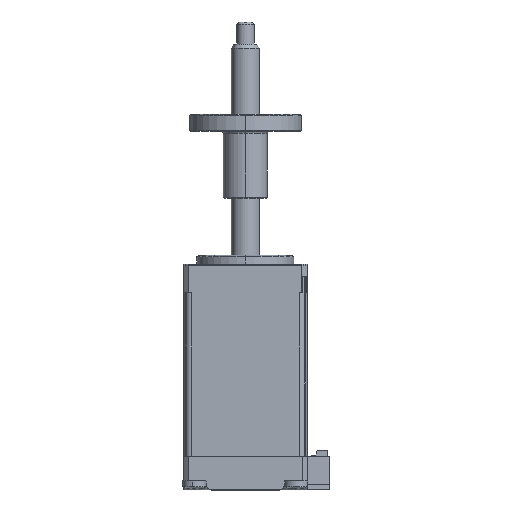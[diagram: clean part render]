
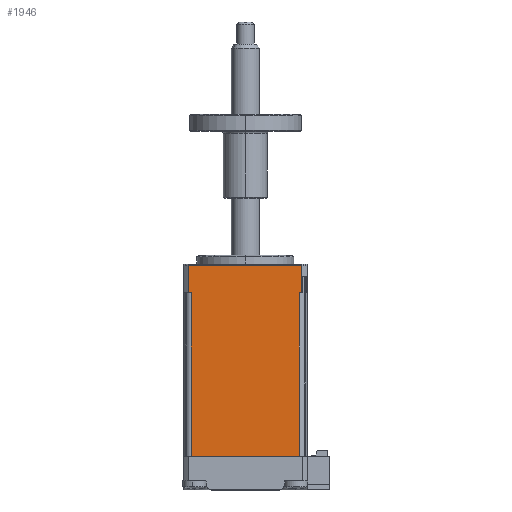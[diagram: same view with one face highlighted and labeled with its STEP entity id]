
A CAD part, top view. The second image highlights one B-rep face of the part: STEP entity #1946.
In plain terms, the highlighted planar face has unit normal (0, 0, 1).
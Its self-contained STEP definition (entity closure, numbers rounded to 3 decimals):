
#10 = ORIENTED_EDGE ( 'NONE', *, *, #7210, .T. ) ;
#507 = LINE ( 'NONE', #8136, #9809 ) ;
#545 = DIRECTION ( 'NONE',  ( 0., 1., 0. ) ) ;
#742 = CARTESIAN_POINT ( 'NONE',  ( -10.959, 17.576, 47.6 ) ) ;
#869 = EDGE_CURVE ( 'NONE', #9426, #2325, #11117, .T. ) ;
#1720 = EDGE_CURVE ( 'NONE', #11191, #7238, #9279, .T. ) ;
#1826 = EDGE_CURVE ( 'NONE', #2325, #10217, #3378, .T. ) ;
#1890 = ORIENTED_EDGE ( 'NONE', *, *, #869, .F. ) ;
#1929 = CARTESIAN_POINT ( 'NONE',  ( -11.609, 17.576, 47.6 ) ) ;
#1946 = ADVANCED_FACE ( 'NONE', ( #9418 ), #5065, .F. ) ;
#2036 = DIRECTION ( 'NONE',  ( 0., 1., 0. ) ) ;
#2126 = VECTOR ( 'NONE', #7536, 1000. ) ;
#2325 = VERTEX_POINT ( 'NONE', #10914 ) ;
#2795 = LINE ( 'NONE', #7441, #7586 ) ;
#2797 = LINE ( 'NONE', #4156, #4929 ) ;
#2852 = DIRECTION ( 'NONE',  ( -1., 0., 0. ) ) ;
#2899 = ORIENTED_EDGE ( 'NONE', *, *, #3845, .T. ) ;
#3378 = LINE ( 'NONE', #10186, #3649 ) ;
#3649 = VECTOR ( 'NONE', #4825, 1000. ) ;
#3845 = EDGE_CURVE ( 'NONE', #11191, #3888, #2795, .T. ) ;
#3888 = VERTEX_POINT ( 'NONE', #4782 ) ;
#3950 = ORIENTED_EDGE ( 'NONE', *, *, #7891, .F. ) ;
#4143 = DIRECTION ( 'NONE',  ( 0., 1., 0. ) ) ;
#4156 = CARTESIAN_POINT ( 'NONE',  ( -11.609, 16.476, 47.6 ) ) ;
#4228 = ORIENTED_EDGE ( 'NONE', *, *, #1720, .F. ) ;
#4384 = ORIENTED_EDGE ( 'NONE', *, *, #4556, .T. ) ;
#4424 = ORIENTED_EDGE ( 'NONE', *, *, #4535, .F. ) ;
#4535 = EDGE_CURVE ( 'NONE', #10409, #6013, #2797, .T. ) ;
#4556 = EDGE_CURVE ( 'NONE', #3888, #6013, #4638, .T. ) ;
#4634 = CARTESIAN_POINT ( 'NONE',  ( -11.609, 17.576, 47.6 ) ) ;
#4638 = LINE ( 'NONE', #10466, #9408 ) ;
#4782 = CARTESIAN_POINT ( 'NONE',  ( 14.081, 23.876, 47.6 ) ) ;
#4825 = DIRECTION ( 'NONE',  ( 0., 1., 0. ) ) ;
#4929 = VECTOR ( 'NONE', #4143, 1000. ) ;
#5065 = PLANE ( 'NONE',  #6336 ) ;
#5540 = CARTESIAN_POINT ( 'NONE',  ( 14.081, 17.576, 47.6 ) ) ;
#5961 = DIRECTION ( 'NONE',  ( 0., 0., -1. ) ) ;
#6012 = LINE ( 'NONE', #4634, #10501 ) ;
#6013 = VERTEX_POINT ( 'NONE', #11340 ) ;
#6336 = AXIS2_PLACEMENT_3D ( 'NONE', #11323, #5961, #545 ) ;
#7210 = EDGE_CURVE ( 'NONE', #9426, #7238, #507, .T. ) ;
#7238 = VERTEX_POINT ( 'NONE', #9095 ) ;
#7441 = CARTESIAN_POINT ( 'NONE',  ( 14.081, 16.476, 47.6 ) ) ;
#7536 = DIRECTION ( 'NONE',  ( -1., 0., 0. ) ) ;
#7586 = VECTOR ( 'NONE', #2036, 1000. ) ;
#7891 = EDGE_CURVE ( 'NONE', #10217, #10409, #6012, .T. ) ;
#8136 = CARTESIAN_POINT ( 'NONE',  ( 13.536, -19.524, 47.6 ) ) ;
#8225 = CARTESIAN_POINT ( 'NONE',  ( -11.609, 17.576, 47.6 ) ) ;
#9046 = DIRECTION ( 'NONE',  ( 0., 1., 0. ) ) ;
#9095 = CARTESIAN_POINT ( 'NONE',  ( 13.536, 17.576, 47.6 ) ) ;
#9097 = CARTESIAN_POINT ( 'NONE',  ( 13.536, -19.524, 47.6 ) ) ;
#9279 = LINE ( 'NONE', #8225, #9841 ) ;
#9408 = VECTOR ( 'NONE', #9563, 1000. ) ;
#9418 = FACE_OUTER_BOUND ( 'NONE', #9921, .T. ) ;
#9426 = VERTEX_POINT ( 'NONE', #9097 ) ;
#9563 = DIRECTION ( 'NONE',  ( -1., 0., 0. ) ) ;
#9724 = ORIENTED_EDGE ( 'NONE', *, *, #1826, .F. ) ;
#9809 = VECTOR ( 'NONE', #9046, 1000. ) ;
#9841 = VECTOR ( 'NONE', #2852, 1000. ) ;
#9921 = EDGE_LOOP ( 'NONE', ( #10, #4228, #2899, #4384, #4424, #3950, #9724, #1890 ) ) ;
#10186 = CARTESIAN_POINT ( 'NONE',  ( -10.959, -19.524, 47.6 ) ) ;
#10217 = VERTEX_POINT ( 'NONE', #742 ) ;
#10409 = VERTEX_POINT ( 'NONE', #1929 ) ;
#10466 = CARTESIAN_POINT ( 'NONE',  ( -11.609, 23.876, 47.6 ) ) ;
#10501 = VECTOR ( 'NONE', #10898, 1000. ) ;
#10568 = CARTESIAN_POINT ( 'NONE',  ( -10.959, -19.524, 47.6 ) ) ;
#10898 = DIRECTION ( 'NONE',  ( -1., 0., 0. ) ) ;
#10914 = CARTESIAN_POINT ( 'NONE',  ( -10.959, -19.524, 47.6 ) ) ;
#11117 = LINE ( 'NONE', #10568, #2126 ) ;
#11191 = VERTEX_POINT ( 'NONE', #5540 ) ;
#11323 = CARTESIAN_POINT ( 'NONE',  ( -10.959, -19.524, 47.6 ) ) ;
#11340 = CARTESIAN_POINT ( 'NONE',  ( -11.609, 23.876, 47.6 ) ) ;
